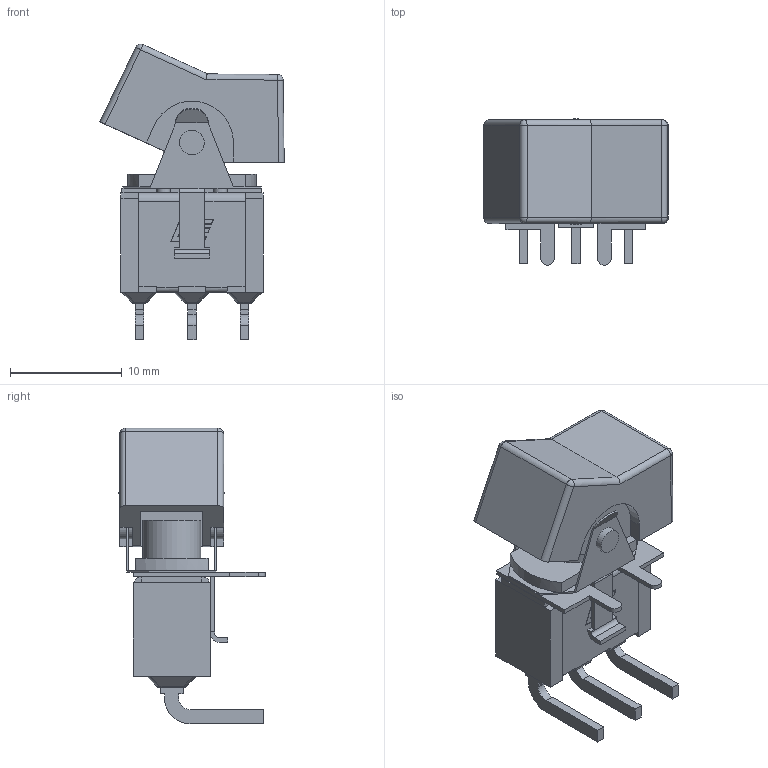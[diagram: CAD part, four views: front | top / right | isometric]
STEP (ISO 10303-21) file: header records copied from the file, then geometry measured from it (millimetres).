
FILE_DESCRIPTION((''),'2;1');
FILE_NAME('300SPxJ1xxxM6xE.stp','2017-12-12T09:14:53',('mwilliams'),(''),'Autodesk Inventor 2012','Autodesk Inventor 2012','');
FILE_SCHEMA(('AUTOMOTIVE_DESIGN { 1 0 10303 214 1 1 1 1 }'));
Length unit declared in the file: millimetre
Products named in the file (7): T305001; 300 SP Housing; 300 SP Top Bracket; 300 SP M6 Terminal; 300SPX M6 PLATE; 300 R1; 300 SMALL PLATE
Assembly tree (6 placements, depth 2):
  T305001
    300 SP Housing
    300 SP Top Bracket
    300 SP M6 Terminal
    300SPX M6 PLATE
    300 R1
    300 SMALL PLATE
Bounding box: 16.47 x 13.07 x 26.4 mm (x, y, z)
Volume: 1583.7 mm3; surface area: 2875.2 mm2
Topology: 8 solids, 8 shells, 316 faces, 777 edges, 486 vertices
Faces by surface type: plane 223, cylinder 77, sphere 16
Full cylindrical faces by diameter (mm): 2.15 x2, 2.2 x2, 3.2 x1, 5.2 x1
Entity records: 9406 total; most frequent: CARTESIAN_POINT 1586, DIRECTION 1585, ORIENTED_EDGE 1542, EDGE_CURVE 771, VECTOR 615, LINE 615, VERTEX_POINT 486, AXIS2_PLACEMENT_3D 485
